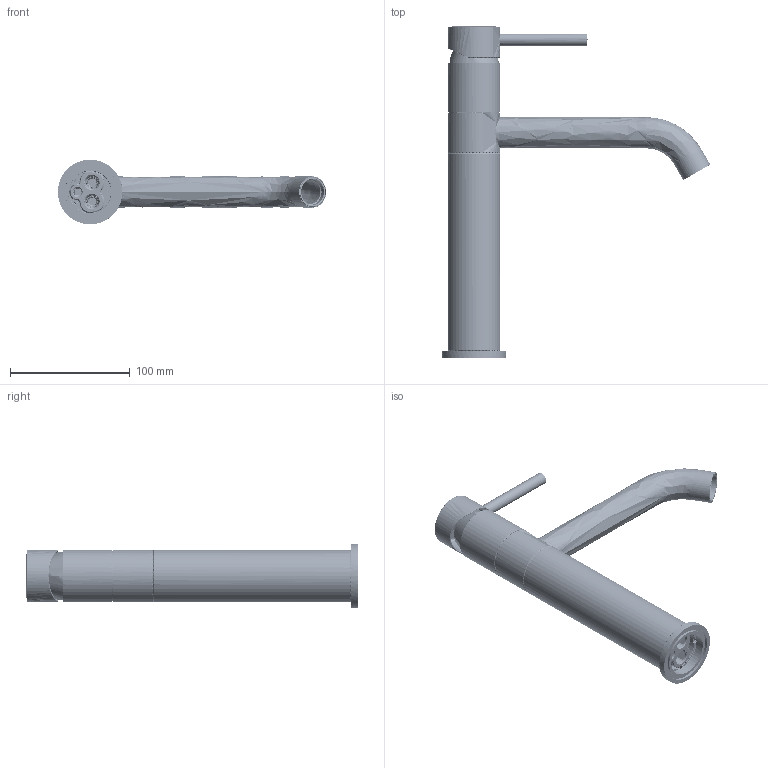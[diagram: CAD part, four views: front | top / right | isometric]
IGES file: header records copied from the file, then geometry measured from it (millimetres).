
Global section: file name: 31H191213; native system: Rhinoceros ( May 22 2017 ); preprocessor: Trout Lake IGES 012 May 22 2017; date: 191213.085448; units: millimetre
Bounding box: 224.26 x 277.42 x 54 mm (x, y, z)
Surface area: 273063.1 mm2 (no closed solid volume)
Topology: 0 solids, 0 shells, 5081 faces, 34609 edges, 34269 vertices
Faces by surface type: bspline 5081
